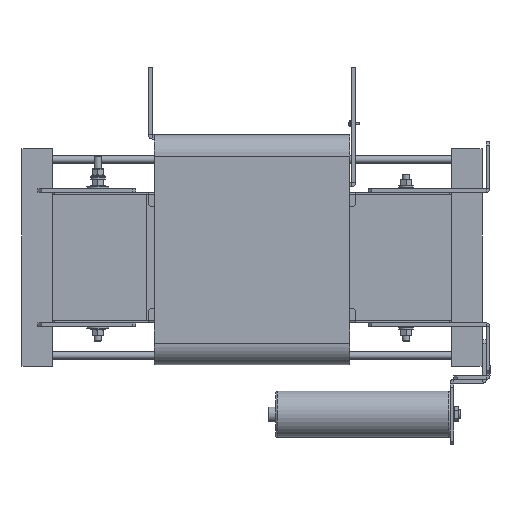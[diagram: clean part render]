
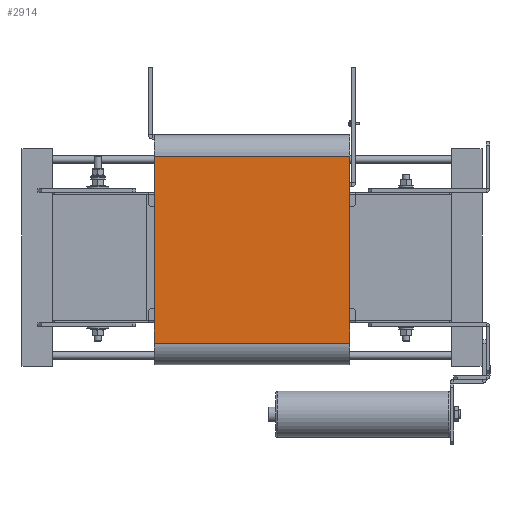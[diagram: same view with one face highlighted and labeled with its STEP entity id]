
A CAD part, left-side view. The second image highlights one B-rep face of the part: STEP entity #2914.
In plain terms, the highlighted planar face has unit normal (-1, 0, 0).
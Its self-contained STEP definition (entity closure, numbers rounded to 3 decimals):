
#508 = VERTEX_POINT ( 'NONE', #13609 ) ;
#514 = VERTEX_POINT ( 'NONE', #13583 ) ;
#947 = VERTEX_POINT ( 'NONE', #12861 ) ;
#2041 = VERTEX_POINT ( 'NONE', #12641 ) ;
#2914 = ADVANCED_FACE ( 'NONE', ( #16699 ), #21453, .F. ) ;
#4468 = LINE ( 'NONE', #17288, #4479 ) ;
#4479 = VECTOR ( 'NONE', #17283, 1000. ) ;
#4603 = LINE ( 'NONE', #17294, #4614 ) ;
#4614 = VECTOR ( 'NONE', #17299, 1000. ) ;
#4692 = LINE ( 'NONE', #17376, #4702 ) ;
#4702 = VECTOR ( 'NONE', #17367, 1000. ) ;
#5452 = ORIENTED_EDGE ( 'NONE', *, *, #14432, .T. ) ;
#5453 = ORIENTED_EDGE ( 'NONE', *, *, #14477, .T. ) ;
#5454 = ORIENTED_EDGE ( 'NONE', *, *, #14883, .F. ) ;
#5526 = ORIENTED_EDGE ( 'NONE', *, *, #14461, .T. ) ;
#7705 = DIRECTION ( 'NONE',  ( 0., 0., 1. ) ) ;
#7708 = CARTESIAN_POINT ( 'NONE',  ( -101.325, 270., -147.825 ) ) ;
#9200 = EDGE_LOOP ( 'NONE', ( #5454, #5526, #5452, #5453 ) ) ;
#11986 = LINE ( 'NONE', #7708, #11999 ) ;
#11999 = VECTOR ( 'NONE', #7705, 1000. ) ;
#12641 = CARTESIAN_POINT ( 'NONE',  ( -101.325, 0., -117.825 ) ) ;
#12861 = CARTESIAN_POINT ( 'NONE',  ( -101.325, 270., 139.825 ) ) ;
#13583 = CARTESIAN_POINT ( 'NONE',  ( -101.325, 270., -117.825 ) ) ;
#13609 = CARTESIAN_POINT ( 'NONE',  ( -101.325, 0., 139.825 ) ) ;
#14432 = EDGE_CURVE ( 'NONE', #2041, #508, #4468, .T. ) ;
#14461 = EDGE_CURVE ( 'NONE', #514, #2041, #4603, .T. ) ;
#14477 = EDGE_CURVE ( 'NONE', #508, #947, #4692, .T. ) ;
#14883 = EDGE_CURVE ( 'NONE', #514, #947, #11986, .T. ) ;
#16699 = FACE_OUTER_BOUND ( 'NONE', #9200, .T. ) ;
#17085 = AXIS2_PLACEMENT_3D ( 'NONE', #21183, #21071, #21647 ) ;
#17283 = DIRECTION ( 'NONE',  ( 0., 0., 1. ) ) ;
#17288 = CARTESIAN_POINT ( 'NONE',  ( -101.325, 0., -147.825 ) ) ;
#17294 = CARTESIAN_POINT ( 'NONE',  ( -101.325, 270., -117.825 ) ) ;
#17299 = DIRECTION ( 'NONE',  ( 0., -1., 0. ) ) ;
#17367 = DIRECTION ( 'NONE',  ( 0., 1., 0. ) ) ;
#17376 = CARTESIAN_POINT ( 'NONE',  ( -101.325, 270., 139.825 ) ) ;
#21071 = DIRECTION ( 'NONE',  ( 1., 0., 0. ) ) ;
#21183 = CARTESIAN_POINT ( 'NONE',  ( -101.325, 270., -147.825 ) ) ;
#21453 = PLANE ( 'NONE',  #17085 ) ;
#21647 = DIRECTION ( 'NONE',  ( 0., 0., -1. ) ) ;
